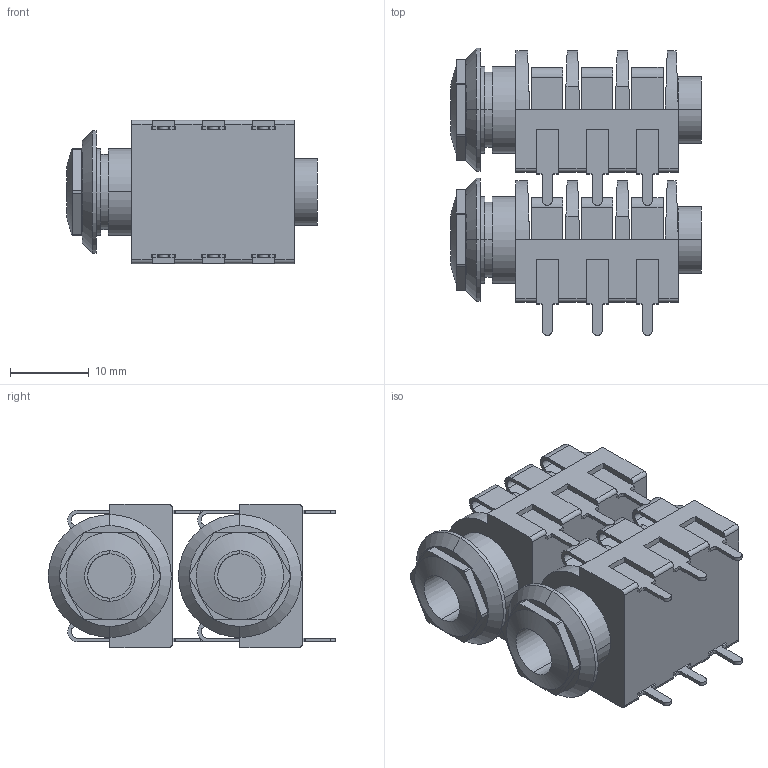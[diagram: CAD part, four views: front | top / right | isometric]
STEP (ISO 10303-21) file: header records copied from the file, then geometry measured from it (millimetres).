
FILE_DESCRIPTION (( 'STEP AP203' ), '1' );
FILE_NAME ('Jack-stack.STEP', '2019-11-25T14:56:38', ( '' ), ( '' ), 'SwSTEP 2.0', 'SolidWorks 2012', '' );
FILE_SCHEMA (( 'CONFIG_CONTROL_DESIGN' ));
Length unit declared in the file: millimetre
Products named in the file (1): Jack-stack
Bounding box: 31.79 x 36.44 x 18.2 mm (x, y, z)
Surface area: 7396.7 mm2 (no closed solid volume)
Topology: 0 solids, 6 shells, 394 faces, 1198 edges, 796 vertices
Faces by surface type: plane 256, cylinder 132, cone 4, bspline 2
Entity records: 13576 total; most frequent: CARTESIAN_POINT 2697, ORIENTED_EDGE 2240, DIRECTION 2228, EDGE_CURVE 1198, LINE 870, VECTOR 870, VERTEX_POINT 796, AXIS2_PLACEMENT_3D 679
